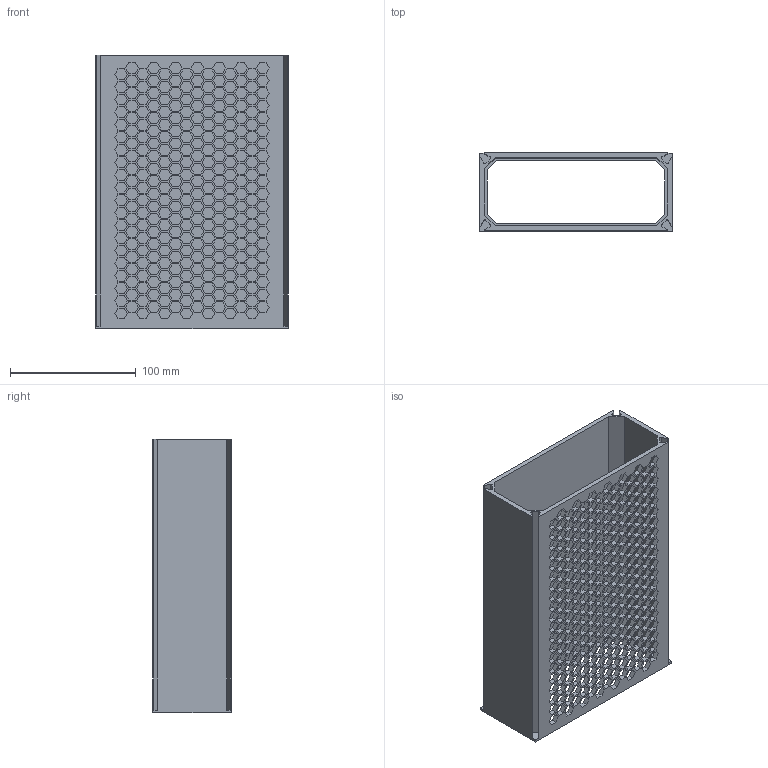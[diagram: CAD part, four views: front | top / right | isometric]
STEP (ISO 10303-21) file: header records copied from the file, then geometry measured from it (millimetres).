
FILE_DESCRIPTION(/* description */ ('STEP AP242','CAx-IF Rec.Pracs.---Representation and Presentation of Product Manufacturing Information (PMI)---4.0---2014-10-13','CAx-IF Rec.Pracs.---3D Tessellated Geometry---0.4---2014-09-14','2;1'),/* implementation_level */ '2;1');
FILE_NAME(/* name */ '644296785c23966a67cd62bc',/* time_stamp */ '2023-04-21T13:58:18+00:00',/* author */ (''),/* organization */ (''),/* preprocessor_version */ 'ST-DEVELOPER v18.102',/* originating_system */ ' ',/* authorisation */ ' ');
FILE_SCHEMA (('AP242_MANAGED_MODEL_BASED_3D_ENGINEERING_MIM_LF { 1 0 10303 442 1 1 4 }'));
Length unit declared in the file: metre
Products named in the file (1): Main body
Bounding box: 153.29 x 62.3 x 217 mm (x, y, z)
Volume: 279513.1 mm3; surface area: 190386.3 mm2
Topology: 1 solids, 1 shells, 1745 faces, 5227 edges, 3485 vertices
Faces by surface type: plane 1729, cylinder 16
Entity records: 58708 total; most frequent: CARTESIAN_POINT 10461, ORIENTED_EDGE 10454, DIRECTION 8750, EDGE_CURVE 5227, LINE 5194, VECTOR 5194, VERTEX_POINT 3485, EDGE_LOOP 2308
